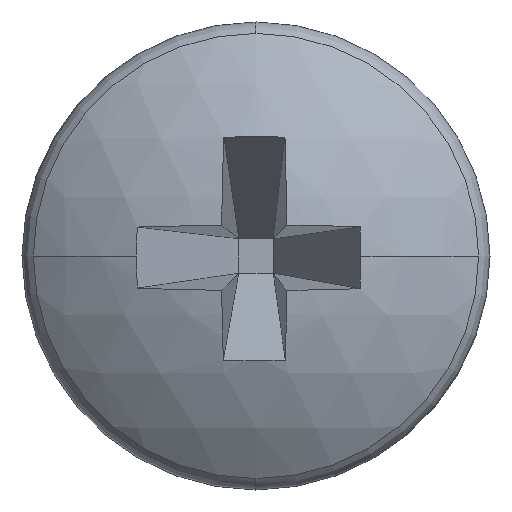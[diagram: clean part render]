
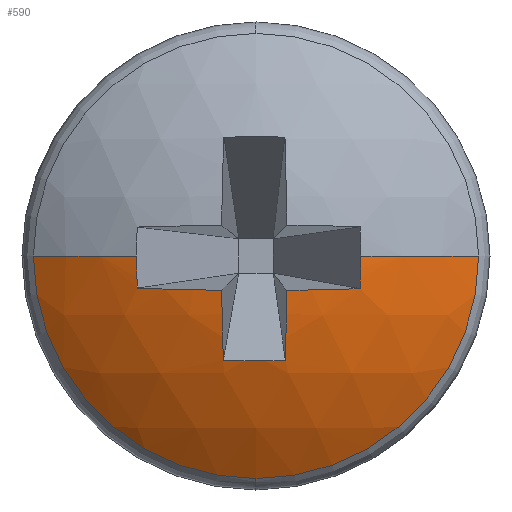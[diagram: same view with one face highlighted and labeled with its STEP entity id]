
A CAD part, left-side view. The second image highlights one B-rep face of the part: STEP entity #590.
In plain terms, the highlighted spherical face has radius 4 mm.
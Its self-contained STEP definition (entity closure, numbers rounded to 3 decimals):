
#3 = DIRECTION ( 'NONE',  ( 0., 0., 1. ) ) ;
#5 = DIRECTION ( 'NONE',  ( -0.996, -0.094, 0. ) ) ;
#10 = CARTESIAN_POINT ( 'NONE',  ( 0.784, 0., 0. ) ) ;
#15 = ORIENTED_EDGE ( 'NONE', *, *, #114, .F. ) ;
#17 = EDGE_CURVE ( 'NONE', #318, #62, #71, .T. ) ;
#20 = CIRCLE ( 'NONE', #608, 3.998 ) ;
#21 = FACE_OUTER_BOUND ( 'NONE', #180, .T. ) ;
#25 = ORIENTED_EDGE ( 'NONE', *, *, #447, .T. ) ;
#37 = DIRECTION ( 'NONE',  ( 1., 0., 0. ) ) ;
#41 = CIRCLE ( 'NONE', #464, 3.998 ) ;
#45 = ORIENTED_EDGE ( 'NONE', *, *, #634, .T. ) ;
#51 = CARTESIAN_POINT ( 'NONE',  ( 3.986, 0., 0.112 ) ) ;
#56 = VERTEX_POINT ( 'NONE', #91 ) ;
#62 = VERTEX_POINT ( 'NONE', #104 ) ;
#71 = CIRCLE ( 'NONE', #526, 4. ) ;
#72 = VERTEX_POINT ( 'NONE', #460 ) ;
#83 = ORIENTED_EDGE ( 'NONE', *, *, #184, .T. ) ;
#89 = AXIS2_PLACEMENT_3D ( 'NONE', #217, #540, #369 ) ;
#91 = CARTESIAN_POINT ( 'NONE',  ( 0.16, -1.121, 0. ) ) ;
#93 = CARTESIAN_POINT ( 'NONE',  ( 0.171, -0.314, -1.113 ) ) ;
#101 = CARTESIAN_POINT ( 'NONE',  ( 3.986, 0., 0.112 ) ) ;
#104 = CARTESIAN_POINT ( 'NONE',  ( 0.209, 1.277, 0. ) ) ;
#108 = CARTESIAN_POINT ( 'NONE',  ( 0.034, 0.366, -0.366 ) ) ;
#112 = VERTEX_POINT ( 'NONE', #93 ) ;
#114 = EDGE_CURVE ( 'NONE', #615, #304, #125, .T. ) ;
#123 = DIRECTION ( 'NONE',  ( -1., 0., 0. ) ) ;
#124 = DIRECTION ( 'NONE',  ( 0., 1., 0. ) ) ;
#125 = CIRCLE ( 'NONE', #179, 3.998 ) ;
#126 = CIRCLE ( 'NONE', #89, 3.803 ) ;
#144 = EDGE_CURVE ( 'NONE', #112, #304, #656, .T. ) ;
#154 = SPHERICAL_SURFACE ( 'NONE', #176, 4. ) ;
#157 = CARTESIAN_POINT ( 'NONE',  ( 3.3, 0., 1.024 ) ) ;
#163 = VERTEX_POINT ( 'NONE', #484 ) ;
#176 = AXIS2_PLACEMENT_3D ( 'NONE', #567, #632, #124 ) ;
#179 = AXIS2_PLACEMENT_3D ( 'NONE', #311, #643, #186 ) ;
#180 = EDGE_LOOP ( 'NONE', ( #45, #225, #25, #83, #296, #190, #227, #15, #618, #445, #483 ) ) ;
#184 = EDGE_CURVE ( 'NONE', #56, #72, #126, .T. ) ;
#186 = DIRECTION ( 'NONE',  ( 0.993, -0.12, 0. ) ) ;
#190 = ORIENTED_EDGE ( 'NONE', *, *, #397, .F. ) ;
#193 = CIRCLE ( 'NONE', #594, 2.378 ) ;
#198 = EDGE_CURVE ( 'NONE', #402, #163, #264, .T. ) ;
#217 = CARTESIAN_POINT ( 'NONE',  ( 3.3, 1.024, 0. ) ) ;
#222 = CARTESIAN_POINT ( 'NONE',  ( 0.173, 0.349, -1.112 ) ) ;
#225 = ORIENTED_EDGE ( 'NONE', *, *, #198, .T. ) ;
#227 = ORIENTED_EDGE ( 'NONE', *, *, #144, .T. ) ;
#239 = CARTESIAN_POINT ( 'NONE',  ( 4., 0., 0. ) ) ;
#247 = VERTEX_POINT ( 'NONE', #443 ) ;
#248 = DIRECTION ( 'NONE',  ( -0.12, 0., 0.993 ) ) ;
#250 = CARTESIAN_POINT ( 'NONE',  ( 0.784, 0., 0. ) ) ;
#263 = DIRECTION ( 'NONE',  ( -0.826, 0., -0.564 ) ) ;
#264 = CIRCLE ( 'NONE', #401, 2.378 ) ;
#269 = DIRECTION ( 'NONE',  ( 0., 0., 1. ) ) ;
#289 = DIRECTION ( 'NONE',  ( 0., 0., 1. ) ) ;
#290 = DIRECTION ( 'NONE',  ( 0., 1., 0. ) ) ;
#296 = ORIENTED_EDGE ( 'NONE', *, *, #663, .F. ) ;
#298 = CARTESIAN_POINT ( 'NONE',  ( 4., 0., 0. ) ) ;
#304 = VERTEX_POINT ( 'NONE', #222 ) ;
#311 = CARTESIAN_POINT ( 'NONE',  ( 3.986, -0.112, 0. ) ) ;
#312 = CARTESIAN_POINT ( 'NONE',  ( 0.784, 0., -2.378 ) ) ;
#318 = VERTEX_POINT ( 'NONE', #493 ) ;
#341 = CIRCLE ( 'NONE', #565, 3.735 ) ;
#369 = DIRECTION ( 'NONE',  ( 0.826, 0.564, 0. ) ) ;
#377 = DIRECTION ( 'NONE',  ( 0.993, 0., 0.12 ) ) ;
#382 = CIRCLE ( 'NONE', #617, 4. ) ;
#388 = CARTESIAN_POINT ( 'NONE',  ( 3.995, 0.049, 0. ) ) ;
#389 = DIRECTION ( 'NONE',  ( 0., 0., -1. ) ) ;
#397 = EDGE_CURVE ( 'NONE', #112, #247, #463, .T. ) ;
#401 = AXIS2_PLACEMENT_3D ( 'NONE', #10, #123, #289 ) ;
#402 = VERTEX_POINT ( 'NONE', #312 ) ;
#408 = DIRECTION ( 'NONE',  ( -1., 0., 0. ) ) ;
#443 = CARTESIAN_POINT ( 'NONE',  ( 0.03, -0.327, -0.366 ) ) ;
#445 = ORIENTED_EDGE ( 'NONE', *, *, #502, .T. ) ;
#447 = EDGE_CURVE ( 'NONE', #163, #56, #382, .T. ) ;
#459 = CARTESIAN_POINT ( 'NONE',  ( 0.221, 1.267, -0.343 ) ) ;
#460 = CARTESIAN_POINT ( 'NONE',  ( 0.173, -1.112, -0.349 ) ) ;
#463 = CIRCLE ( 'NONE', #545, 4. ) ;
#464 = AXIS2_PLACEMENT_3D ( 'NONE', #101, #248, #377 ) ;
#470 = DIRECTION ( 'NONE',  ( -0.12, 0., 0.993 ) ) ;
#475 = DIRECTION ( 'NONE',  ( -0.094, 0.996, 0. ) ) ;
#483 = ORIENTED_EDGE ( 'NONE', *, *, #17, .F. ) ;
#484 = CARTESIAN_POINT ( 'NONE',  ( 0.784, -2.378, 0. ) ) ;
#488 = DIRECTION ( 'NONE',  ( 0.564, 0., -0.826 ) ) ;
#493 = CARTESIAN_POINT ( 'NONE',  ( 0.784, 2.378, 0. ) ) ;
#502 = EDGE_CURVE ( 'NONE', #610, #62, #341, .T. ) ;
#510 = DIRECTION ( 'NONE',  ( 0.637, 0.771, 0. ) ) ;
#526 = AXIS2_PLACEMENT_3D ( 'NONE', #298, #269, #37 ) ;
#530 = DIRECTION ( 'NONE',  ( 0.993, 0., 0.12 ) ) ;
#533 = DIRECTION ( 'NONE',  ( -0.771, 0.637, 0. ) ) ;
#539 = AXIS2_PLACEMENT_3D ( 'NONE', #157, #488, #263 ) ;
#540 = DIRECTION ( 'NONE',  ( 0.564, -0.826, 0. ) ) ;
#545 = AXIS2_PLACEMENT_3D ( 'NONE', #388, #475, #5 ) ;
#565 = AXIS2_PLACEMENT_3D ( 'NONE', #580, #510, #533 ) ;
#567 = CARTESIAN_POINT ( 'NONE',  ( 4., 0., 0. ) ) ;
#580 = CARTESIAN_POINT ( 'NONE',  ( 3.088, -1.103, 0. ) ) ;
#590 = ADVANCED_FACE ( 'NONE', ( #21 ), #154, .T. ) ;
#594 = AXIS2_PLACEMENT_3D ( 'NONE', #250, #408, #3 ) ;
#608 = AXIS2_PLACEMENT_3D ( 'NONE', #51, #470, #530 ) ;
#610 = VERTEX_POINT ( 'NONE', #459 ) ;
#615 = VERTEX_POINT ( 'NONE', #108 ) ;
#617 = AXIS2_PLACEMENT_3D ( 'NONE', #239, #389, #290 ) ;
#618 = ORIENTED_EDGE ( 'NONE', *, *, #633, .F. ) ;
#632 = DIRECTION ( 'NONE',  ( 0., 0., -1. ) ) ;
#633 = EDGE_CURVE ( 'NONE', #610, #615, #41, .T. ) ;
#634 = EDGE_CURVE ( 'NONE', #318, #402, #193, .T. ) ;
#643 = DIRECTION ( 'NONE',  ( -0.12, -0.993, 0. ) ) ;
#656 = CIRCLE ( 'NONE', #539, 3.803 ) ;
#663 = EDGE_CURVE ( 'NONE', #247, #72, #20, .T. ) ;
